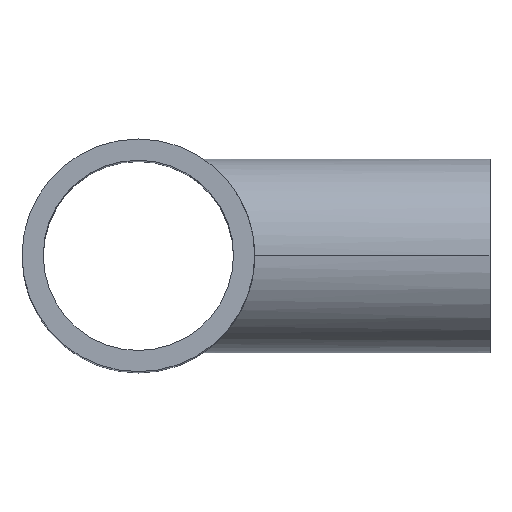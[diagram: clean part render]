
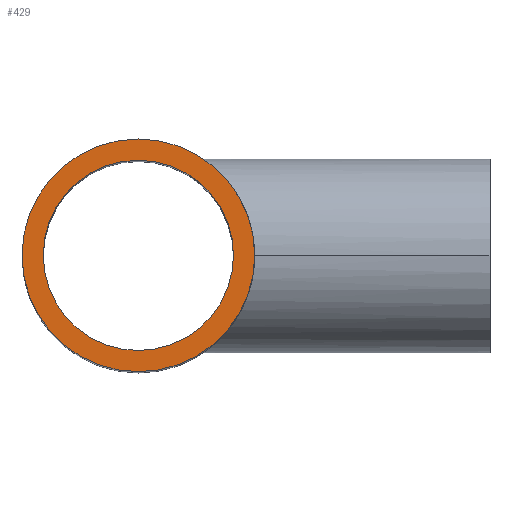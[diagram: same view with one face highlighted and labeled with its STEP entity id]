
A CAD part, top view. The second image highlights one B-rep face of the part: STEP entity #429.
In plain terms, the highlighted planar face has unit normal (0, 0, 1).
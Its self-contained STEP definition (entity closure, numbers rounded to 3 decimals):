
#38 = FACE_BOUND ( 'NONE', #440, .T. ) ;
#41 = CARTESIAN_POINT ( 'NONE',  ( 0., 0., 145. ) ) ;
#43 = EDGE_CURVE ( 'NONE', #669, #294, #556, .T. ) ;
#51 = FACE_OUTER_BOUND ( 'NONE', #540, .T. ) ;
#73 = CARTESIAN_POINT ( 'NONE',  ( 0., 0., 145. ) ) ;
#98 = ORIENTED_EDGE ( 'NONE', *, *, #332, .F. ) ;
#99 = DIRECTION ( 'NONE',  ( 1., 0., 0. ) ) ;
#103 = AXIS2_PLACEMENT_3D ( 'NONE', #211, #579, #264 ) ;
#106 = DIRECTION ( 'NONE',  ( 0., 0., 1. ) ) ;
#138 = VERTEX_POINT ( 'NONE', #473 ) ;
#141 = CARTESIAN_POINT ( 'NONE',  ( -45., 0., 145. ) ) ;
#201 = CIRCLE ( 'NONE', #265, 36.8 ) ;
#211 = CARTESIAN_POINT ( 'NONE',  ( 0., 0., 145. ) ) ;
#233 = DIRECTION ( 'NONE',  ( 1., 0., 0. ) ) ;
#239 = ORIENTED_EDGE ( 'NONE', *, *, #450, .T. ) ;
#252 = PLANE ( 'NONE',  #103 ) ;
#261 = EDGE_CURVE ( 'NONE', #138, #609, #543, .T. ) ;
#264 = DIRECTION ( 'NONE',  ( 1., 0., 0. ) ) ;
#265 = AXIS2_PLACEMENT_3D ( 'NONE', #338, #347, #664 ) ;
#294 = VERTEX_POINT ( 'NONE', #141 ) ;
#307 = DIRECTION ( 'NONE',  ( 0., 0., 1. ) ) ;
#332 = EDGE_CURVE ( 'NONE', #609, #138, #201, .T. ) ;
#338 = CARTESIAN_POINT ( 'NONE',  ( 0., 0., 145. ) ) ;
#339 = ORIENTED_EDGE ( 'NONE', *, *, #43, .T. ) ;
#344 = AXIS2_PLACEMENT_3D ( 'NONE', #41, #106, #99 ) ;
#347 = DIRECTION ( 'NONE',  ( 0., 0., 1. ) ) ;
#355 = DIRECTION ( 'NONE',  ( 0., 0., 1. ) ) ;
#358 = AXIS2_PLACEMENT_3D ( 'NONE', #465, #307, #688 ) ;
#428 = CIRCLE ( 'NONE', #358, 45. ) ;
#429 = ADVANCED_FACE ( 'NONE', ( #51, #38 ), #252, .T. ) ;
#440 = EDGE_LOOP ( 'NONE', ( #548, #98 ) ) ;
#450 = EDGE_CURVE ( 'NONE', #294, #669, #428, .T. ) ;
#465 = CARTESIAN_POINT ( 'NONE',  ( 0., 0., 145. ) ) ;
#473 = CARTESIAN_POINT ( 'NONE',  ( -36.8, 0., 145. ) ) ;
#527 = CARTESIAN_POINT ( 'NONE',  ( 45., 0., 145. ) ) ;
#540 = EDGE_LOOP ( 'NONE', ( #239, #339 ) ) ;
#543 = CIRCLE ( 'NONE', #557, 36.8 ) ;
#548 = ORIENTED_EDGE ( 'NONE', *, *, #261, .F. ) ;
#556 = CIRCLE ( 'NONE', #344, 45. ) ;
#557 = AXIS2_PLACEMENT_3D ( 'NONE', #73, #355, #233 ) ;
#579 = DIRECTION ( 'NONE',  ( 0., 0., 1. ) ) ;
#609 = VERTEX_POINT ( 'NONE', #649 ) ;
#649 = CARTESIAN_POINT ( 'NONE',  ( 36.8, 0., 145. ) ) ;
#664 = DIRECTION ( 'NONE',  ( 1., 0., 0. ) ) ;
#669 = VERTEX_POINT ( 'NONE', #527 ) ;
#688 = DIRECTION ( 'NONE',  ( 1., 0., 0. ) ) ;
